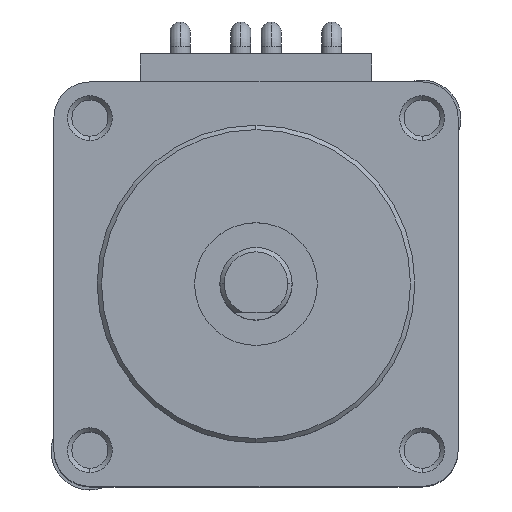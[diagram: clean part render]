
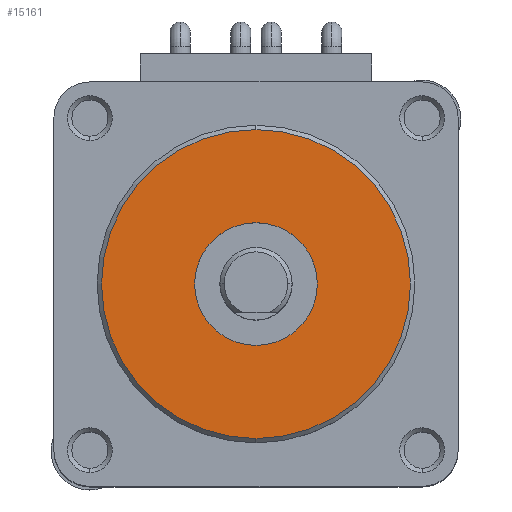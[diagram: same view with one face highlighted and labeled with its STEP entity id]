
A CAD part, top view. The second image highlights one B-rep face of the part: STEP entity #15161.
In plain terms, the highlighted face is planar.
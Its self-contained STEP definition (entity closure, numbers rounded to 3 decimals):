
#1825 = ORIENTED_EDGE ( 'NONE', *, *, #15387, .F. ) ;
#1945 = AXIS2_PLACEMENT_3D ( 'NONE', #3718, #16128, #5527 ) ;
#3221 = CARTESIAN_POINT ( 'NONE',  ( 0., 34., 0. ) ) ;
#3320 = DIRECTION ( 'NONE',  ( 0., -1., 0. ) ) ;
#3718 = CARTESIAN_POINT ( 'NONE',  ( 0., 34., 0. ) ) ;
#5020 = DIRECTION ( 'NONE',  ( 0., 0., -1. ) ) ;
#5090 = CARTESIAN_POINT ( 'NONE',  ( 0., 34., -4.25 ) ) ;
#5527 = DIRECTION ( 'NONE',  ( 0., 0., 1. ) ) ;
#5570 = CIRCLE ( 'NONE', #11761, 10.7 ) ;
#5690 = CIRCLE ( 'NONE', #10996, 10.7 ) ;
#5943 = VERTEX_POINT ( 'NONE', #21090 ) ;
#6030 = EDGE_CURVE ( 'NONE', #9603, #9088, #21025, .T. ) ;
#6060 = DIRECTION ( 'NONE',  ( 0., 0., 1. ) ) ;
#6180 = ORIENTED_EDGE ( 'NONE', *, *, #6030, .T. ) ;
#7220 = EDGE_LOOP ( 'NONE', ( #22879, #6180 ) ) ;
#7457 = DIRECTION ( 'NONE',  ( 0., 1., 0. ) ) ;
#8507 = DIRECTION ( 'NONE',  ( 0., -1., 0. ) ) ;
#8900 = FACE_OUTER_BOUND ( 'NONE', #9174, .T. ) ;
#9088 = VERTEX_POINT ( 'NONE', #18203 ) ;
#9174 = EDGE_LOOP ( 'NONE', ( #18205, #1825 ) ) ;
#9603 = VERTEX_POINT ( 'NONE', #5090 ) ;
#10070 = EDGE_CURVE ( 'NONE', #9088, #9603, #11727, .T. ) ;
#10084 = CARTESIAN_POINT ( 'NONE',  ( 0., 34., -10.7 ) ) ;
#10996 = AXIS2_PLACEMENT_3D ( 'NONE', #3221, #15630, #5020 ) ;
#11727 = CIRCLE ( 'NONE', #13487, 4.25 ) ;
#11761 = AXIS2_PLACEMENT_3D ( 'NONE', #13917, #3320, #15728 ) ;
#13487 = AXIS2_PLACEMENT_3D ( 'NONE', #19195, #8507, #20933 ) ;
#13598 = FACE_BOUND ( 'NONE', #7220, .T. ) ;
#13917 = CARTESIAN_POINT ( 'NONE',  ( 0., 34., 0. ) ) ;
#14895 = CARTESIAN_POINT ( 'NONE',  ( 0., 34., 0. ) ) ;
#15161 = ADVANCED_FACE ( 'NONE', ( #13598, #8900 ), #16667, .T. ) ;
#15387 = EDGE_CURVE ( 'NONE', #5943, #16499, #5570, .T. ) ;
#15630 = DIRECTION ( 'NONE',  ( 0., -1., 0. ) ) ;
#15728 = DIRECTION ( 'NONE',  ( 0., 0., -1. ) ) ;
#16128 = DIRECTION ( 'NONE',  ( 0., -1., 0. ) ) ;
#16499 = VERTEX_POINT ( 'NONE', #10084 ) ;
#16667 = PLANE ( 'NONE',  #20252 ) ;
#18203 = CARTESIAN_POINT ( 'NONE',  ( 0., 34., 4.25 ) ) ;
#18205 = ORIENTED_EDGE ( 'NONE', *, *, #21456, .F. ) ;
#19195 = CARTESIAN_POINT ( 'NONE',  ( 0., 34., 0. ) ) ;
#20252 = AXIS2_PLACEMENT_3D ( 'NONE', #14895, #7457, #6060 ) ;
#20933 = DIRECTION ( 'NONE',  ( 0., 0., 1. ) ) ;
#21025 = CIRCLE ( 'NONE', #1945, 4.25 ) ;
#21090 = CARTESIAN_POINT ( 'NONE',  ( 0., 34., 10.7 ) ) ;
#21456 = EDGE_CURVE ( 'NONE', #16499, #5943, #5690, .T. ) ;
#22879 = ORIENTED_EDGE ( 'NONE', *, *, #10070, .T. ) ;
